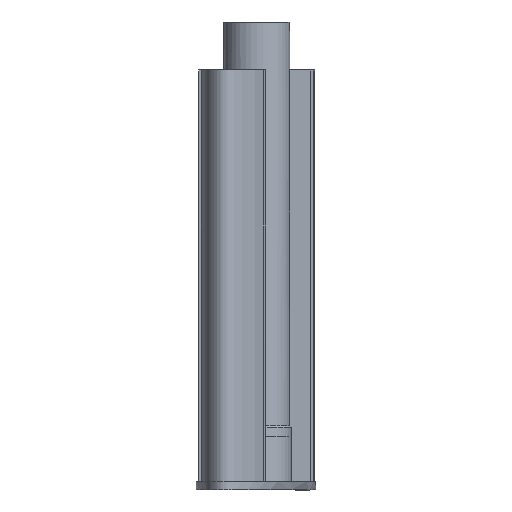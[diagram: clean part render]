
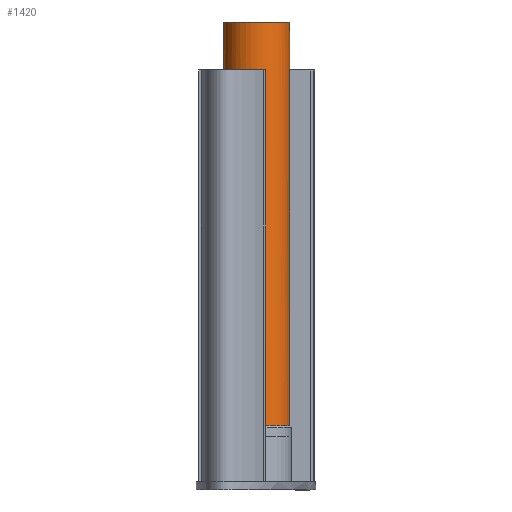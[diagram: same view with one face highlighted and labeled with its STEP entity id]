
A CAD part, left-side view. The second image highlights one B-rep face of the part: STEP entity #1420.
In plain terms, the highlighted cylindrical face has radius 11.75 mm (diameter 23.5 mm), a full revolution.
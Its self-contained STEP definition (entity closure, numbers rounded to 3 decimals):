
#134=CYLINDRICAL_SURFACE('',#1545,11.75);
#158=FACE_OUTER_BOUND('',#240,.T.);
#240=EDGE_LOOP('',(#1097,#1098,#1099,#1100,#1101,#1102,#1103,#1104,#1105,
#1106,#1107,#1108));
#341=LINE('',#2473,#481);
#363=LINE('',#2738,#503);
#364=LINE('',#2742,#504);
#365=LINE('',#2744,#505);
#366=LINE('',#2747,#506);
#481=VECTOR('',#1729,10.);
#503=VECTOR('',#1755,10.);
#504=VECTOR('',#1760,11.75);
#505=VECTOR('',#1761,10.);
#506=VECTOR('',#1764,10.);
#607=CIRCLE('',#1525,11.75);
#608=CIRCLE('',#1526,11.75);
#611=CIRCLE('',#1531,11.75);
#618=CIRCLE('',#1546,11.75);
#619=CIRCLE('',#1547,11.75);
#620=CIRCLE('',#1548,11.75);
#658=VERTEX_POINT('',#2422);
#660=VERTEX_POINT('',#2427);
#661=VERTEX_POINT('',#2429);
#665=VERTEX_POINT('',#2443);
#667=VERTEX_POINT('',#2446);
#675=VERTEX_POINT('',#2472);
#695=VERTEX_POINT('',#2736);
#696=VERTEX_POINT('',#2740);
#697=VERTEX_POINT('',#2743);
#698=VERTEX_POINT('',#2745);
#806=EDGE_CURVE('',#658,#660,#607,.T.);
#807=EDGE_CURVE('',#660,#661,#608,.T.);
#814=EDGE_CURVE('',#665,#667,#611,.T.);
#827=EDGE_CURVE('',#661,#675,#341,.T.);
#851=EDGE_CURVE('',#695,#665,#363,.T.);
#852=EDGE_CURVE('',#696,#696,#618,.T.);
#853=EDGE_CURVE('',#696,#660,#364,.T.);
#854=EDGE_CURVE('',#697,#658,#365,.T.);
#855=EDGE_CURVE('',#697,#698,#619,.T.);
#856=EDGE_CURVE('',#667,#698,#366,.T.);
#857=EDGE_CURVE('',#695,#675,#620,.T.);
#1097=ORIENTED_EDGE('',*,*,#852,.T.);
#1098=ORIENTED_EDGE('',*,*,#853,.T.);
#1099=ORIENTED_EDGE('',*,*,#806,.F.);
#1100=ORIENTED_EDGE('',*,*,#854,.F.);
#1101=ORIENTED_EDGE('',*,*,#855,.T.);
#1102=ORIENTED_EDGE('',*,*,#856,.F.);
#1103=ORIENTED_EDGE('',*,*,#814,.F.);
#1104=ORIENTED_EDGE('',*,*,#851,.F.);
#1105=ORIENTED_EDGE('',*,*,#857,.T.);
#1106=ORIENTED_EDGE('',*,*,#827,.F.);
#1107=ORIENTED_EDGE('',*,*,#807,.F.);
#1108=ORIENTED_EDGE('',*,*,#853,.F.);
#1420=ADVANCED_FACE('',(#158),#134,.T.);
#1525=AXIS2_PLACEMENT_3D('',#2428,#1684,#1685);
#1526=AXIS2_PLACEMENT_3D('',#2430,#1686,#1687);
#1531=AXIS2_PLACEMENT_3D('',#2447,#1699,#1700);
#1545=AXIS2_PLACEMENT_3D('',#2739,#1756,#1757);
#1546=AXIS2_PLACEMENT_3D('',#2741,#1758,#1759);
#1547=AXIS2_PLACEMENT_3D('',#2746,#1762,#1763);
#1548=AXIS2_PLACEMENT_3D('',#2748,#1765,#1766);
#1684=DIRECTION('center_axis',(0.,0.,-1.));
#1685=DIRECTION('ref_axis',(1.,0.,0.));
#1686=DIRECTION('center_axis',(0.,0.,-1.));
#1687=DIRECTION('ref_axis',(1.,0.,0.));
#1699=DIRECTION('center_axis',(0.,0.,-1.));
#1700=DIRECTION('ref_axis',(1.,0.,0.));
#1729=DIRECTION('',(0.,0.,1.));
#1755=DIRECTION('',(0.,0.,-1.));
#1756=DIRECTION('center_axis',(0.,0.,-1.));
#1757=DIRECTION('ref_axis',(1.,0.,0.));
#1758=DIRECTION('center_axis',(0.,0.,-1.));
#1759=DIRECTION('ref_axis',(-1.,0.,0.));
#1760=DIRECTION('',(0.,0.,-1.));
#1761=DIRECTION('',(0.,0.,-1.));
#1762=DIRECTION('center_axis',(0.,0.,1.));
#1763=DIRECTION('ref_axis',(-1.,0.,0.));
#1764=DIRECTION('',(0.,0.,1.));
#1765=DIRECTION('center_axis',(0.,0.,1.));
#1766=DIRECTION('ref_axis',(-1.,0.,0.));
#2422=CARTESIAN_POINT('',(97.451,-6.03,20.));
#2427=CARTESIAN_POINT('',(86.739,5.674,20.));
#2428=CARTESIAN_POINT('Origin',(98.489,5.674,20.));
#2429=CARTESIAN_POINT('',(97.462,17.379,20.));
#2430=CARTESIAN_POINT('Origin',(98.489,5.674,20.));
#2443=CARTESIAN_POINT('',(98.448,17.424,20.));
#2446=CARTESIAN_POINT('',(98.489,-6.076,20.));
#2447=CARTESIAN_POINT('Origin',(98.489,5.674,20.));
#2472=CARTESIAN_POINT('',(97.462,17.379,147.));
#2473=CARTESIAN_POINT('',(97.462,17.379,-4.));
#2736=CARTESIAN_POINT('',(98.448,17.424,147.));
#2738=CARTESIAN_POINT('',(98.448,17.424,-4.));
#2739=CARTESIAN_POINT('Origin',(98.489,5.674,-4.));
#2740=CARTESIAN_POINT('',(86.739,5.674,164.));
#2741=CARTESIAN_POINT('Origin',(98.489,5.674,164.));
#2742=CARTESIAN_POINT('',(86.739,5.674,-4.));
#2743=CARTESIAN_POINT('',(97.451,-6.03,147.));
#2744=CARTESIAN_POINT('',(97.451,-6.03,-4.));
#2745=CARTESIAN_POINT('',(98.489,-6.076,147.));
#2746=CARTESIAN_POINT('Origin',(98.489,5.674,147.));
#2747=CARTESIAN_POINT('',(98.489,-6.076,-4.));
#2748=CARTESIAN_POINT('Origin',(98.489,5.674,147.));
